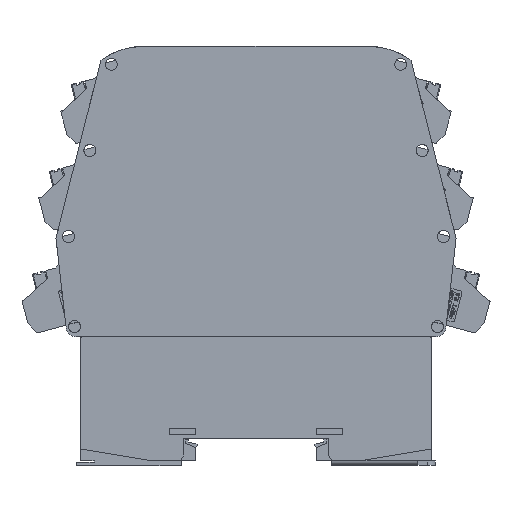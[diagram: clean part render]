
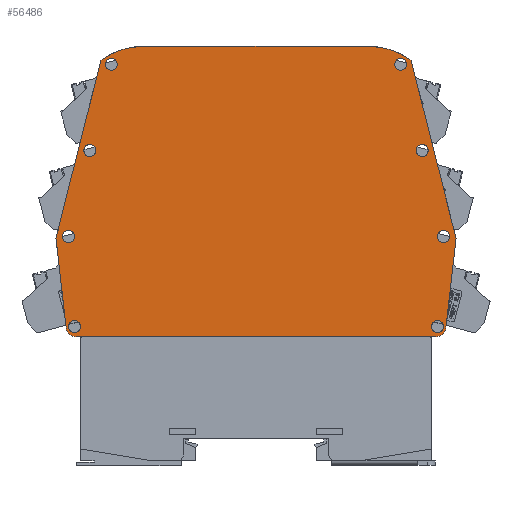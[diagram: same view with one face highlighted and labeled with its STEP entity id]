
A CAD part, left-side view. The second image highlights one B-rep face of the part: STEP entity #56486.
In plain terms, the highlighted planar face has unit normal (-1, 0, 0).
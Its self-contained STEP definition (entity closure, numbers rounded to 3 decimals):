
#708=CIRCLE('',#94185,1.5);
#711=CIRCLE('',#94189,1.5);
#714=CIRCLE('',#94193,1.5);
#717=CIRCLE('',#94197,1.5);
#720=CIRCLE('',#94201,1.5);
#723=CIRCLE('',#94205,1.5);
#726=CIRCLE('',#94209,1.5);
#729=CIRCLE('',#94213,1.5);
#769=CIRCLE('',#94288,17.5);
#852=CIRCLE('',#94512,1.5);
#853=CIRCLE('',#94514,1.5);
#854=CIRCLE('',#94516,1.5);
#855=CIRCLE('',#94518,1.5);
#856=CIRCLE('',#94520,1.5);
#857=CIRCLE('',#94522,1.5);
#858=CIRCLE('',#94524,1.5);
#859=CIRCLE('',#94526,1.5);
#861=CIRCLE('',#94530,2.5);
#862=CIRCLE('',#94541,2.5);
#864=CIRCLE('',#94545,17.5);
#2463=VERTEX_POINT('',#75804);
#2466=VERTEX_POINT('',#75810);
#2468=VERTEX_POINT('',#75815);
#2471=VERTEX_POINT('',#75821);
#2473=VERTEX_POINT('',#75826);
#2476=VERTEX_POINT('',#75832);
#2478=VERTEX_POINT('',#75837);
#2481=VERTEX_POINT('',#75843);
#2483=VERTEX_POINT('',#75848);
#2486=VERTEX_POINT('',#75854);
#2488=VERTEX_POINT('',#75859);
#2491=VERTEX_POINT('',#75865);
#2493=VERTEX_POINT('',#75870);
#2496=VERTEX_POINT('',#75876);
#2498=VERTEX_POINT('',#75881);
#2501=VERTEX_POINT('',#75887);
#2621=VERTEX_POINT('',#76187);
#2622=VERTEX_POINT('',#76189);
#2714=VERTEX_POINT('',#76480);
#2715=VERTEX_POINT('',#76482);
#2807=VERTEX_POINT('',#76773);
#2809=VERTEX_POINT('',#76779);
#2838=VERTEX_POINT('',#76945);
#2840=VERTEX_POINT('',#76951);
#2841=VERTEX_POINT('',#76971);
#2843=VERTEX_POINT('',#76980);
#8477=VECTOR('',#62513,1.);
#8603=VECTOR('',#62751,1.);
#8606=VECTOR('',#62755,1.);
#8657=VECTOR('',#62941,1.);
#8666=VECTOR('',#62967,1.);
#8669=VECTOR('',#62977,1.);
#15816=LINE('',#76481,#8477);
#15942=LINE('',#76774,#8603);
#15945=LINE('',#76780,#8606);
#15996=LINE('',#76947,#8657);
#16005=LINE('',#76970,#8666);
#16008=LINE('',#76979,#8669);
#22916=EDGE_CURVE('',#2466,#2463,#708,.T.);
#22921=EDGE_CURVE('',#2471,#2468,#711,.T.);
#22926=EDGE_CURVE('',#2476,#2473,#714,.T.);
#22931=EDGE_CURVE('',#2481,#2478,#717,.T.);
#22936=EDGE_CURVE('',#2486,#2483,#720,.T.);
#22941=EDGE_CURVE('',#2491,#2488,#723,.T.);
#22946=EDGE_CURVE('',#2496,#2493,#726,.T.);
#22951=EDGE_CURVE('',#2501,#2498,#729,.T.);
#23096=EDGE_CURVE('',#2621,#2622,#769,.T.);
#23249=EDGE_CURVE('',#2714,#2715,#15816,.T.);
#23403=EDGE_CURVE('',#2807,#2621,#15942,.T.);
#23406=EDGE_CURVE('',#2809,#2807,#15945,.T.);
#23479=EDGE_CURVE('',#2498,#2501,#852,.T.);
#23480=EDGE_CURVE('',#2493,#2496,#853,.T.);
#23481=EDGE_CURVE('',#2488,#2491,#854,.T.);
#23482=EDGE_CURVE('',#2483,#2486,#855,.T.);
#23483=EDGE_CURVE('',#2478,#2481,#856,.T.);
#23484=EDGE_CURVE('',#2473,#2476,#857,.T.);
#23485=EDGE_CURVE('',#2468,#2471,#858,.T.);
#23486=EDGE_CURVE('',#2463,#2466,#859,.T.);
#23489=EDGE_CURVE('',#2715,#2838,#15996,.T.);
#23492=EDGE_CURVE('',#2838,#2840,#861,.T.);
#23500=EDGE_CURVE('',#2840,#2841,#16005,.T.);
#23503=EDGE_CURVE('',#2841,#2809,#862,.T.);
#23505=EDGE_CURVE('',#2622,#2843,#16008,.T.);
#23507=EDGE_CURVE('',#2843,#2714,#864,.T.);
#32873=ORIENTED_EDGE('',*,*,#23500,.F.);
#32874=ORIENTED_EDGE('',*,*,#23492,.F.);
#32875=ORIENTED_EDGE('',*,*,#23489,.F.);
#32876=ORIENTED_EDGE('',*,*,#23249,.F.);
#32877=ORIENTED_EDGE('',*,*,#23507,.F.);
#32878=ORIENTED_EDGE('',*,*,#23505,.F.);
#32879=ORIENTED_EDGE('',*,*,#23096,.F.);
#32880=ORIENTED_EDGE('',*,*,#23403,.F.);
#32881=ORIENTED_EDGE('',*,*,#23406,.F.);
#32882=ORIENTED_EDGE('',*,*,#23503,.F.);
#32883=ORIENTED_EDGE('',*,*,#23486,.F.);
#32884=ORIENTED_EDGE('',*,*,#22916,.F.);
#32885=ORIENTED_EDGE('',*,*,#23485,.F.);
#32886=ORIENTED_EDGE('',*,*,#22921,.F.);
#32887=ORIENTED_EDGE('',*,*,#23484,.F.);
#32888=ORIENTED_EDGE('',*,*,#22926,.F.);
#32889=ORIENTED_EDGE('',*,*,#23483,.F.);
#32890=ORIENTED_EDGE('',*,*,#22931,.F.);
#32891=ORIENTED_EDGE('',*,*,#23482,.F.);
#32892=ORIENTED_EDGE('',*,*,#22936,.F.);
#32893=ORIENTED_EDGE('',*,*,#23481,.F.);
#32894=ORIENTED_EDGE('',*,*,#22941,.F.);
#32895=ORIENTED_EDGE('',*,*,#23480,.F.);
#32896=ORIENTED_EDGE('',*,*,#22946,.F.);
#32897=ORIENTED_EDGE('',*,*,#23479,.F.);
#32898=ORIENTED_EDGE('',*,*,#22951,.F.);
#49526=EDGE_LOOP('',(#32873,#32874,#32875,#32876,#32877,#32878,#32879,#32880,
#32881,#32882));
#49527=EDGE_LOOP('',(#32883,#32884));
#49528=EDGE_LOOP('',(#32885,#32886));
#49529=EDGE_LOOP('',(#32887,#32888));
#49530=EDGE_LOOP('',(#32889,#32890));
#49531=EDGE_LOOP('',(#32891,#32892));
#49532=EDGE_LOOP('',(#32893,#32894));
#49533=EDGE_LOOP('',(#32895,#32896));
#49534=EDGE_LOOP('',(#32897,#32898));
#53009=FACE_BOUND('',#49526,.T.);
#53010=FACE_BOUND('',#49527,.T.);
#53011=FACE_BOUND('',#49528,.T.);
#53012=FACE_BOUND('',#49529,.T.);
#53013=FACE_BOUND('',#49530,.T.);
#53014=FACE_BOUND('',#49531,.T.);
#53015=FACE_BOUND('',#49532,.T.);
#53016=FACE_BOUND('',#49533,.T.);
#53017=FACE_BOUND('',#49534,.T.);
#56486=ADVANCED_FACE('',(#53009,#53010,#53011,#53012,#53013,#53014,#53015,
#53016,#53017),#59652,.F.);
#59652=PLANE('',#94547);
#61971=DIRECTION('',(-1.,0.,0.));
#61972=DIRECTION('',(0.,0.,-1.5));
#61981=DIRECTION('',(-1.,0.,0.));
#61982=DIRECTION('',(0.,0.,-1.5));
#61991=DIRECTION('',(-1.,0.,0.));
#61992=DIRECTION('',(0.,0.,-1.5));
#62001=DIRECTION('',(-1.,0.,0.));
#62002=DIRECTION('',(0.,0.,-1.5));
#62011=DIRECTION('',(-1.,0.,0.));
#62012=DIRECTION('',(0.,0.,-1.5));
#62021=DIRECTION('',(-1.,0.,0.));
#62022=DIRECTION('',(0.,0.,-1.5));
#62031=DIRECTION('',(-1.,0.,0.));
#62032=DIRECTION('',(0.,0.,-1.5));
#62041=DIRECTION('',(-1.,0.,0.));
#62042=DIRECTION('',(0.,0.,-1.5));
#62272=DIRECTION('',(1.,0.,0.));
#62273=DIRECTION('',(0.,10.426,14.055));
#62513=DIRECTION('',(0.,-0.245,-0.969));
#62751=DIRECTION('',(0.,-0.245,0.969));
#62755=DIRECTION('',(0.,0.112,0.994));
#62908=DIRECTION('',(-1.,0.,0.));
#62909=DIRECTION('',(0.,0.,-1.5));
#62912=DIRECTION('',(-1.,0.,0.));
#62913=DIRECTION('',(0.,0.,-1.5));
#62916=DIRECTION('',(-1.,0.,0.));
#62917=DIRECTION('',(0.,0.,-1.5));
#62920=DIRECTION('',(-1.,0.,0.));
#62921=DIRECTION('',(0.,0.,-1.5));
#62924=DIRECTION('',(-1.,0.,0.));
#62925=DIRECTION('',(0.,0.,-1.5));
#62928=DIRECTION('',(-1.,0.,0.));
#62929=DIRECTION('',(0.,0.,-1.5));
#62932=DIRECTION('',(-1.,0.,0.));
#62933=DIRECTION('',(0.,0.,-1.5));
#62936=DIRECTION('',(-1.,0.,0.));
#62937=DIRECTION('',(0.,0.,-1.5));
#62941=DIRECTION('',(0.,0.113,-0.994));
#62947=DIRECTION('',(1.,0.,0.));
#62948=DIRECTION('',(0.,-2.5,0.));
#62967=DIRECTION('',(0.,1.,0.));
#62972=DIRECTION('',(1.,0.,0.));
#62973=DIRECTION('',(0.,0.,-2.5));
#62977=DIRECTION('',(0.,-1.,0.));
#62981=DIRECTION('',(1.,0.,0.));
#62982=DIRECTION('',(0.,0.,17.5));
#62985=DIRECTION('',(1.,0.,0.));
#75804=CARTESIAN_POINT('',(0.,-45.3,32.));
#75810=CARTESIAN_POINT('',(0.,-45.3,35.));
#75811=CARTESIAN_POINT('',(0.,-45.3,33.5));
#75815=CARTESIAN_POINT('',(0.,45.3,32.));
#75821=CARTESIAN_POINT('',(0.,45.3,35.));
#75822=CARTESIAN_POINT('',(0.,45.3,33.5));
#75826=CARTESIAN_POINT('',(0.,-46.8,54.5));
#75832=CARTESIAN_POINT('',(0.,-46.8,57.5));
#75833=CARTESIAN_POINT('',(0.,-46.8,56.));
#75837=CARTESIAN_POINT('',(0.,46.8,54.5));
#75843=CARTESIAN_POINT('',(0.,46.8,57.5));
#75844=CARTESIAN_POINT('',(0.,46.8,56.));
#75848=CARTESIAN_POINT('',(0.,-41.448,75.968));
#75854=CARTESIAN_POINT('',(0.,-41.448,78.968));
#75855=CARTESIAN_POINT('',(0.,-41.448,77.468));
#75859=CARTESIAN_POINT('',(0.,41.448,75.968));
#75865=CARTESIAN_POINT('',(0.,41.448,78.968));
#75866=CARTESIAN_POINT('',(0.,41.448,77.468));
#75870=CARTESIAN_POINT('',(0.,-36.095,97.446));
#75876=CARTESIAN_POINT('',(0.,-36.095,100.446));
#75877=CARTESIAN_POINT('',(0.,-36.095,98.946));
#75881=CARTESIAN_POINT('',(0.,36.095,97.446));
#75887=CARTESIAN_POINT('',(0.,36.095,100.446));
#75888=CARTESIAN_POINT('',(0.,36.095,98.946));
#76187=CARTESIAN_POINT('',(0.,38.676,99.955));
#76188=CARTESIAN_POINT('',(0.,28.25,85.9));
#76189=CARTESIAN_POINT('',(0.,28.25,103.4));
#76480=CARTESIAN_POINT('',(0.,-38.676,99.955));
#76481=CARTESIAN_POINT('',(0.,-38.676,99.955));
#76482=CARTESIAN_POINT('',(0.,-49.913,55.562));
#76773=CARTESIAN_POINT('',(0.,49.902,55.604));
#76774=CARTESIAN_POINT('',(0.,49.902,55.604));
#76779=CARTESIAN_POINT('',(0.,47.4,33.5));
#76780=CARTESIAN_POINT('',(0.,47.4,33.5));
#76927=CARTESIAN_POINT('',(0.,36.095,98.946));
#76929=CARTESIAN_POINT('',(0.,-36.095,98.946));
#76931=CARTESIAN_POINT('',(0.,41.448,77.468));
#76933=CARTESIAN_POINT('',(0.,-41.448,77.468));
#76935=CARTESIAN_POINT('',(0.,46.8,56.));
#76937=CARTESIAN_POINT('',(0.,-46.8,56.));
#76939=CARTESIAN_POINT('',(0.,45.3,33.5));
#76941=CARTESIAN_POINT('',(0.,-45.3,33.5));
#76945=CARTESIAN_POINT('',(0.,-47.4,33.5));
#76947=CARTESIAN_POINT('',(0.,-49.913,55.562));
#76951=CARTESIAN_POINT('',(0.,-44.9,31.));
#76953=CARTESIAN_POINT('',(0.,-44.9,33.5));
#76970=CARTESIAN_POINT('',(0.,43.616,31.));
#76971=CARTESIAN_POINT('',(0.,44.9,31.));
#76976=CARTESIAN_POINT('',(0.,44.9,33.5));
#76979=CARTESIAN_POINT('',(0.,28.25,103.4));
#76980=CARTESIAN_POINT('',(0.,-28.25,103.4));
#76983=CARTESIAN_POINT('',(0.,-28.25,85.9));
#76985=CARTESIAN_POINT('',(0.,0.,0.));
#94185=AXIS2_PLACEMENT_3D('',#75811,#61971,#61972);
#94189=AXIS2_PLACEMENT_3D('',#75822,#61981,#61982);
#94193=AXIS2_PLACEMENT_3D('',#75833,#61991,#61992);
#94197=AXIS2_PLACEMENT_3D('',#75844,#62001,#62002);
#94201=AXIS2_PLACEMENT_3D('',#75855,#62011,#62012);
#94205=AXIS2_PLACEMENT_3D('',#75866,#62021,#62022);
#94209=AXIS2_PLACEMENT_3D('',#75877,#62031,#62032);
#94213=AXIS2_PLACEMENT_3D('',#75888,#62041,#62042);
#94288=AXIS2_PLACEMENT_3D('',#76188,#62272,#62273);
#94512=AXIS2_PLACEMENT_3D('',#76927,#62908,#62909);
#94514=AXIS2_PLACEMENT_3D('',#76929,#62912,#62913);
#94516=AXIS2_PLACEMENT_3D('',#76931,#62916,#62917);
#94518=AXIS2_PLACEMENT_3D('',#76933,#62920,#62921);
#94520=AXIS2_PLACEMENT_3D('',#76935,#62924,#62925);
#94522=AXIS2_PLACEMENT_3D('',#76937,#62928,#62929);
#94524=AXIS2_PLACEMENT_3D('',#76939,#62932,#62933);
#94526=AXIS2_PLACEMENT_3D('',#76941,#62936,#62937);
#94530=AXIS2_PLACEMENT_3D('',#76953,#62947,#62948);
#94541=AXIS2_PLACEMENT_3D('',#76976,#62972,#62973);
#94545=AXIS2_PLACEMENT_3D('',#76983,#62981,#62982);
#94547=AXIS2_PLACEMENT_3D('',#76985,#62985,$);
